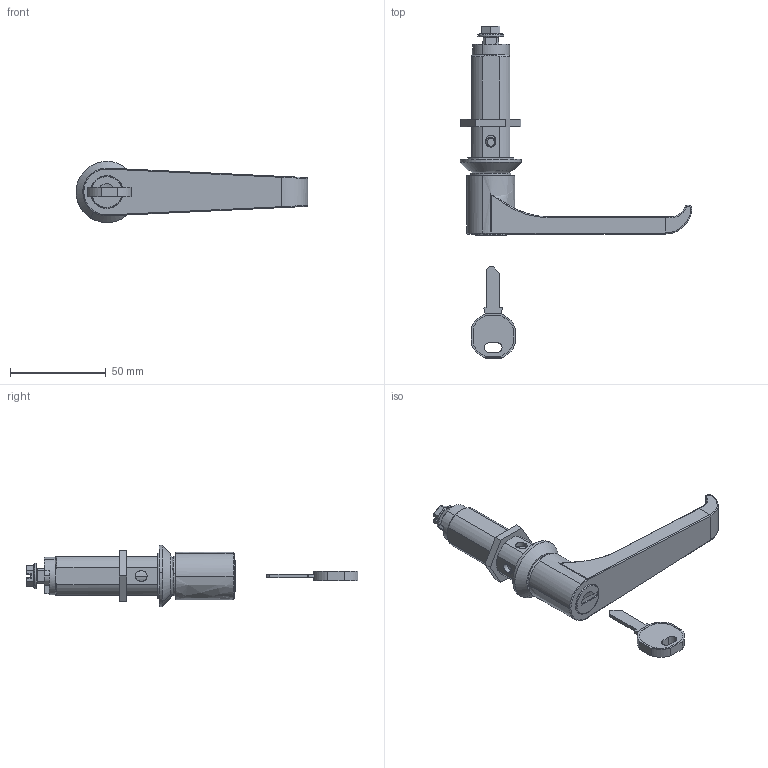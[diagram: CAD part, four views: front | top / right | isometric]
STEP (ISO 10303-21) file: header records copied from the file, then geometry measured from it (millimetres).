
FILE_DESCRIPTION((''),'2;1');
FILE_NAME('','2006-11-07T16:20:47',(''),(''),'','CADfix','');
FILE_SCHEMA(('AUTOMOTIVE_DESIGN'));
Length unit declared in the file: millimetre
Products named in the file (6): nut; lock; key; housing; handle; TEA_1000_U626_6417_36
Assembly tree (5 placements, depth 2):
  TEA_1000_U626_6417_36
    nut
    lock
    key
    housing
    handle
Bounding box: 120.94 x 173.41 x 32 mm (x, y, z)
Volume: 53362.3 mm3; surface area: 27497.9 mm2
Topology: 5 solids, 5 shells, 359 faces, 981 edges, 651 vertices
Faces by surface type: bspline 359
Entity records: 14375 total; most frequent: CARTESIAN_POINT 8824, ORIENTED_EDGE 1950, EDGE_CURVE 975, VERTEX_POINT 649, QUASI_UNIFORM_CURVE 463, EDGE_LOOP 392, FACE_OUTER_BOUND 357, ADVANCED_FACE 357
